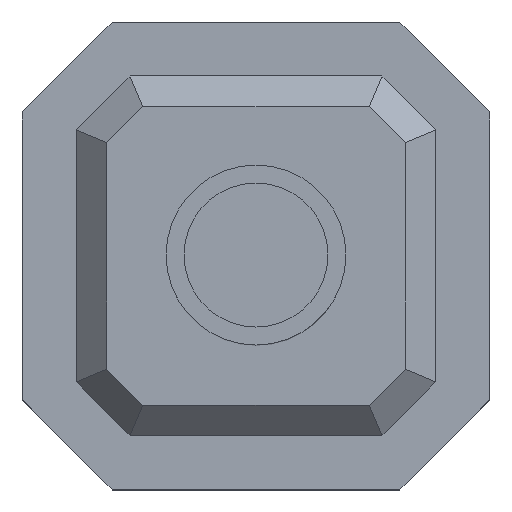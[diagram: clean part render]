
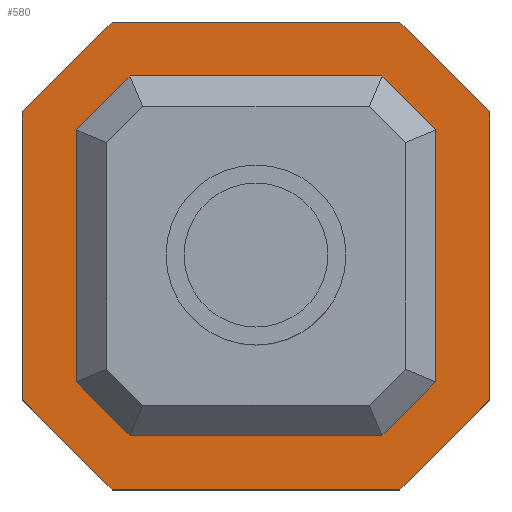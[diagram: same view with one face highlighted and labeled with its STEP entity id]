
A CAD part, top view. The second image highlights one B-rep face of the part: STEP entity #580.
In plain terms, the highlighted planar face has unit normal (0, 0, 1).
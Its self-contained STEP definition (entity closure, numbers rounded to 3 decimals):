
#544 = EDGE_CURVE('',#545,#547,#549,.T.);
#545 = VERTEX_POINT('',#546);
#546 = CARTESIAN_POINT('',(-2.6,-1.6,0.8));
#547 = VERTEX_POINT('',#548);
#548 = CARTESIAN_POINT('',(-2.6,1.6,0.8));
#549 = LINE('',#550,#551);
#550 = CARTESIAN_POINT('',(-2.6,-2.6,0.8));
#551 = VECTOR('',#552,1.);
#552 = DIRECTION('',(0.,1.,0.));
#580 = ADVANCED_FACE('',(#581),#638,.T.);
#581 = FACE_BOUND('',#582,.T.);
#582 = EDGE_LOOP('',(#583,#584,#592,#600,#608,#616,#624,#632));
#583 = ORIENTED_EDGE('',*,*,#544,.F.);
#584 = ORIENTED_EDGE('',*,*,#585,.T.);
#585 = EDGE_CURVE('',#545,#586,#588,.T.);
#586 = VERTEX_POINT('',#587);
#587 = CARTESIAN_POINT('',(-1.6,-2.6,0.8));
#588 = LINE('',#589,#590);
#589 = CARTESIAN_POINT('',(-2.1,-2.1,0.8));
#590 = VECTOR('',#591,1.);
#591 = DIRECTION('',(0.707,-0.707,0.));
#592 = ORIENTED_EDGE('',*,*,#593,.T.);
#593 = EDGE_CURVE('',#586,#594,#596,.T.);
#594 = VERTEX_POINT('',#595);
#595 = CARTESIAN_POINT('',(1.6,-2.6,0.8));
#596 = LINE('',#597,#598);
#597 = CARTESIAN_POINT('',(-2.6,-2.6,0.8));
#598 = VECTOR('',#599,1.);
#599 = DIRECTION('',(1.,0.,0.));
#600 = ORIENTED_EDGE('',*,*,#601,.F.);
#601 = EDGE_CURVE('',#602,#594,#604,.T.);
#602 = VERTEX_POINT('',#603);
#603 = CARTESIAN_POINT('',(2.6,-1.6,0.8));
#604 = LINE('',#605,#606);
#605 = CARTESIAN_POINT('',(0.8,-3.4,0.8));
#606 = VECTOR('',#607,1.);
#607 = DIRECTION('',(-0.707,-0.707,0.));
#608 = ORIENTED_EDGE('',*,*,#609,.T.);
#609 = EDGE_CURVE('',#602,#610,#612,.T.);
#610 = VERTEX_POINT('',#611);
#611 = CARTESIAN_POINT('',(2.6,1.6,0.8));
#612 = LINE('',#613,#614);
#613 = CARTESIAN_POINT('',(2.6,-2.6,0.8));
#614 = VECTOR('',#615,1.);
#615 = DIRECTION('',(0.,1.,0.));
#616 = ORIENTED_EDGE('',*,*,#617,.T.);
#617 = EDGE_CURVE('',#610,#618,#620,.T.);
#618 = VERTEX_POINT('',#619);
#619 = CARTESIAN_POINT('',(1.6,2.6,0.8));
#620 = LINE('',#621,#622);
#621 = CARTESIAN_POINT('',(2.1,2.1,0.8));
#622 = VECTOR('',#623,1.);
#623 = DIRECTION('',(-0.707,0.707,0.));
#624 = ORIENTED_EDGE('',*,*,#625,.F.);
#625 = EDGE_CURVE('',#626,#618,#628,.T.);
#626 = VERTEX_POINT('',#627);
#627 = CARTESIAN_POINT('',(-1.6,2.6,0.8));
#628 = LINE('',#629,#630);
#629 = CARTESIAN_POINT('',(-2.6,2.6,0.8));
#630 = VECTOR('',#631,1.);
#631 = DIRECTION('',(1.,0.,0.));
#632 = ORIENTED_EDGE('',*,*,#633,.F.);
#633 = EDGE_CURVE('',#547,#626,#634,.T.);
#634 = LINE('',#635,#636);
#635 = CARTESIAN_POINT('',(-3.4,0.8,0.8));
#636 = VECTOR('',#637,1.);
#637 = DIRECTION('',(0.707,0.707,-0.));
#638 = PLANE('',#639);
#639 = AXIS2_PLACEMENT_3D('',#640,#641,#642);
#640 = CARTESIAN_POINT('',(-2.6,-2.6,0.8));
#641 = DIRECTION('',(0.,0.,1.));
#642 = DIRECTION('',(1.,0.,0.));
